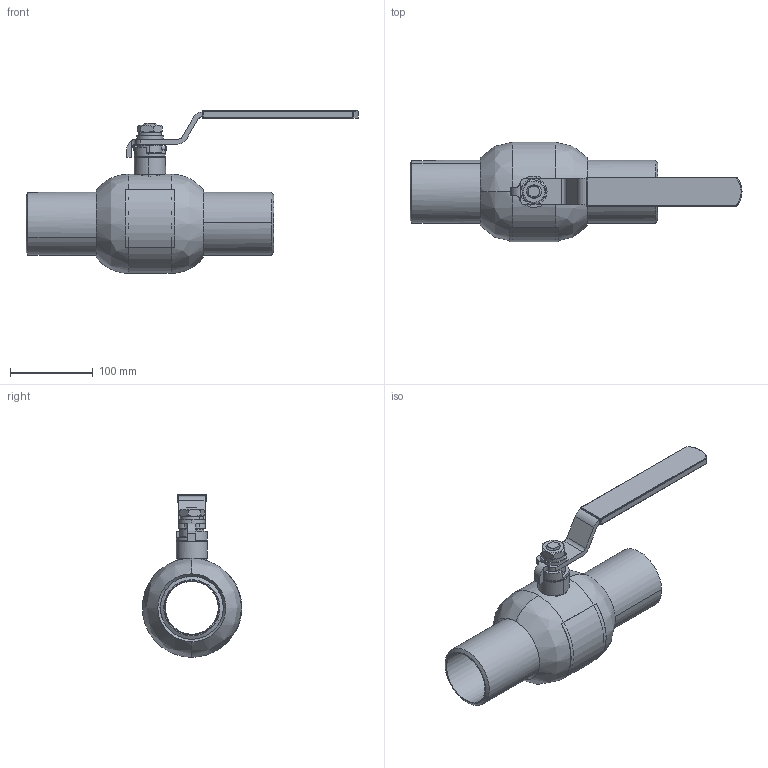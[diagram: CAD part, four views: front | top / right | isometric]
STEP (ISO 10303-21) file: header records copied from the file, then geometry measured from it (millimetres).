
FILE_DESCRIPTION((''),'2;1');
FILE_NAME('ÔÁ39 220 065 500.stp','2012-02-03T08:47:46',('Ãîíòàðåâ ÏÃ'),(''),'Autodesk Inventor 9','Autodesk Inventor 9','');
FILE_SCHEMA(('CONFIG_CONTROL_DESIGN'));
Length unit declared in the file: millimetre
Products named in the file (1): 埡39 220 065 500
Bounding box: 402.14 x 120.48 x 197 mm (x, y, z)
Volume: 740720.3 mm3; surface area: 293402.6 mm2
Topology: 1 solids, 11 shells, 375 faces, 1010 edges, 644 vertices
Faces by surface type: cylinder 140, plane 111, cone 54, bspline 42, torus 16, sphere 12
Entity records: 13120 total; most frequent: CARTESIAN_POINT 3401, DIRECTION 2174, ORIENTED_EDGE 2000, EDGE_CURVE 1000, AXIS2_PLACEMENT_3D 911, VERTEX_POINT 642, CIRCLE 563, EDGE_LOOP 422
